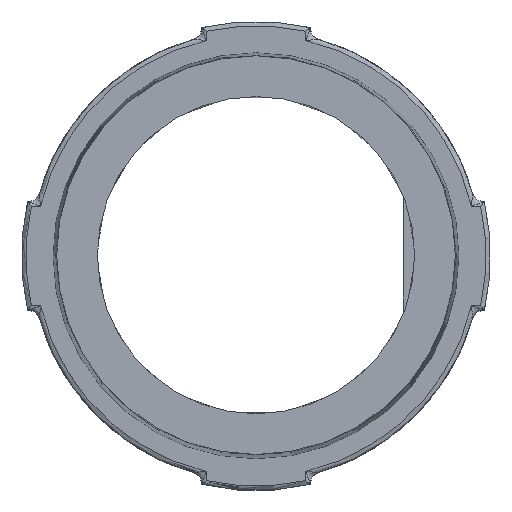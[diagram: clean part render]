
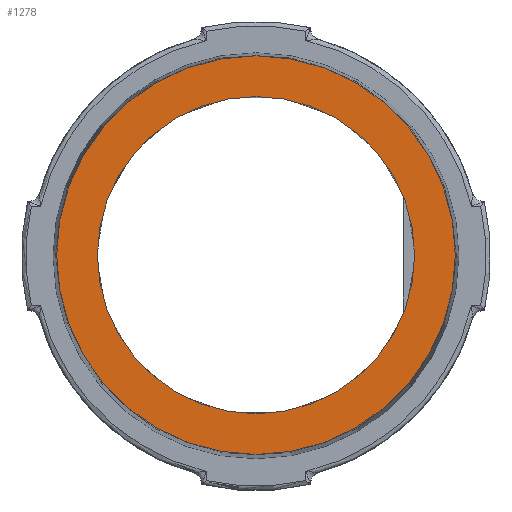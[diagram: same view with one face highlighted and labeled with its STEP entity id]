
A CAD part, top view. The second image highlights one B-rep face of the part: STEP entity #1278.
In plain terms, the highlighted planar face has unit normal (0, 0, 1).
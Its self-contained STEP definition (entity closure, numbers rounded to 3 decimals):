
#21=FACE_BOUND('',#393,.T.);
#147=CIRCLE('',#1303,8.75);
#206=CIRCLE('',#1430,11.);
#296=FACE_OUTER_BOUND('',#392,.T.);
#392=EDGE_LOOP('',(#1169));
#393=EDGE_LOOP('',(#1170));
#536=VERTEX_POINT('',#1802);
#627=VERTEX_POINT('',#3082);
#639=EDGE_CURVE('',#536,#536,#147,.T.);
#807=EDGE_CURVE('',#627,#627,#206,.T.);
#1169=ORIENTED_EDGE('',*,*,#807,.F.);
#1170=ORIENTED_EDGE('',*,*,#639,.T.);
#1188=PLANE('',#1431);
#1278=ADVANCED_FACE('',(#296,#21),#1188,.T.);
#1303=AXIS2_PLACEMENT_3D('',#1804,#1460,#1461);
#1430=AXIS2_PLACEMENT_3D('',#3083,#1775,#1776);
#1431=AXIS2_PLACEMENT_3D('',#3085,#1778,#1779);
#1460=DIRECTION('center_axis',(0.,0.,-1.));
#1461=DIRECTION('ref_axis',(1.,0.,0.));
#1775=DIRECTION('center_axis',(0.,0.,-1.));
#1776=DIRECTION('ref_axis',(1.,0.,0.));
#1778=DIRECTION('center_axis',(0.,0.,1.));
#1779=DIRECTION('ref_axis',(1.,0.,0.));
#1802=CARTESIAN_POINT('',(-8.75,0.,19.4));
#1804=CARTESIAN_POINT('Origin',(0.,0.,19.4));
#3082=CARTESIAN_POINT('',(-11.,0.,19.4));
#3083=CARTESIAN_POINT('Origin',(0.,0.,19.4));
#3085=CARTESIAN_POINT('Origin',(0.,0.,19.4));
